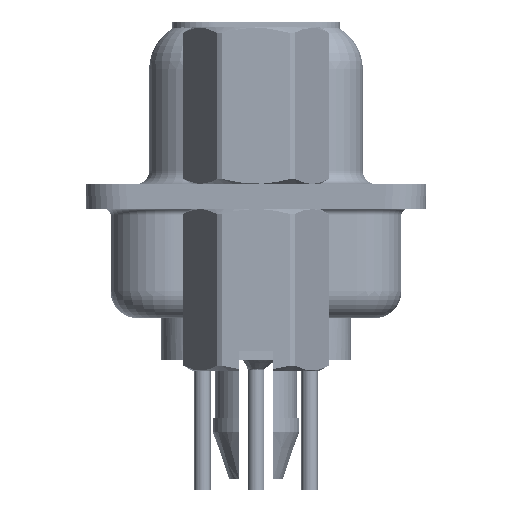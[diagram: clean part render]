
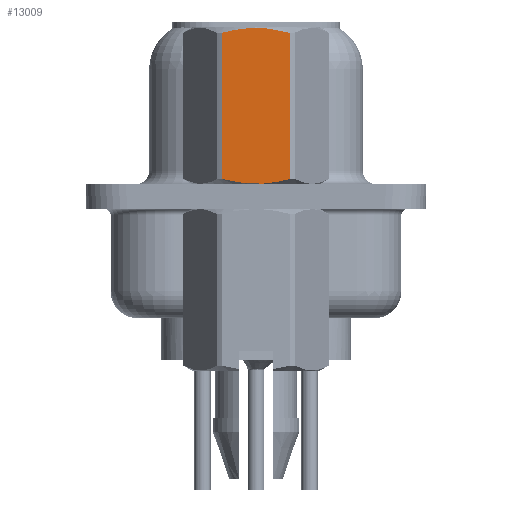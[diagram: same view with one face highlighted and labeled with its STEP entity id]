
A CAD part, left-side view. The second image highlights one B-rep face of the part: STEP entity #13009.
In plain terms, the highlighted planar face has unit normal (-1, 0, 0).
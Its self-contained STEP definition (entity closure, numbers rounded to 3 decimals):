
#1435 = CARTESIAN_POINT ( 'NONE',  ( -2.381, 0.428, 0.485 ) ) ;
#2343 = ORIENTED_EDGE ( 'NONE', *, *, #39387, .T. ) ;
#3088 = CARTESIAN_POINT ( 'NONE',  ( -2.381, 0.853, 6.151 ) ) ;
#3392 = ORIENTED_EDGE ( 'NONE', *, *, #10356, .T. ) ;
#3571 = CARTESIAN_POINT ( 'NONE',  ( -2.381, -1.273, 3.792 ) ) ;
#6268 = CARTESIAN_POINT ( 'NONE',  ( -2.381, -1.066, 6.104 ) ) ;
#8791 = ORIENTED_EDGE ( 'NONE', *, *, #30170, .T. ) ;
#9998 = EDGE_CURVE ( 'NONE', #33036, #30547, #40279, .T. ) ;
#10261 = CARTESIAN_POINT ( 'NONE',  ( -2.381, -0.432, 0.485 ) ) ;
#10356 = EDGE_CURVE ( 'NONE', #27758, #16239, #37515, .T. ) ;
#10587 = EDGE_LOOP ( 'NONE', ( #8791, #11316, #2343, #3392 ) ) ;
#10765 = FACE_OUTER_BOUND ( 'NONE', #10587, .T. ) ;
#11128 = CARTESIAN_POINT ( 'NONE',  ( -2.381, -0.432, 6.215 ) ) ;
#11215 = B_SPLINE_CURVE_WITH_KNOTS ( 'NONE', 3,
 ( #47009, #22056, #46739, #1435, #49984, #42159, #10261, #38410, #25834, #50778 ),
 .UNSPECIFIED., .F., .F.,
 ( 4, 2, 2, 2, 4 ),
 ( 0.003, 0.003, 0.004, 0.004, 0.005 ),
 .UNSPECIFIED. ) ;
#11316 = ORIENTED_EDGE ( 'NONE', *, *, #9998, .T. ) ;
#13009 = ADVANCED_FACE ( 'NONE', ( #10765 ), #51296, .T. ) ;
#14357 = B_SPLINE_CURVE_WITH_KNOTS ( 'NONE', 3,
 ( #30729, #6268, #47340, #11128, #51119, #47075, #51919, #3088, #26426, #51386 ),
 .UNSPECIFIED., .F., .F.,
 ( 4, 2, 2, 2, 4 ),
 ( 0.001, 0.002, 0.002, 0.003, 0.004 ),
 .UNSPECIFIED. ) ;
#16239 = VERTEX_POINT ( 'NONE', #18874 ) ;
#18874 = CARTESIAN_POINT ( 'NONE',  ( -2.381, 1.273, 0.652 ) ) ;
#21432 = DIRECTION ( 'NONE',  ( 0., 0., -1. ) ) ;
#21765 = CARTESIAN_POINT ( 'NONE',  ( -2.381, 1.273, 6.048 ) ) ;
#22056 = CARTESIAN_POINT ( 'NONE',  ( -2.381, 1.065, 0.596 ) ) ;
#25834 = CARTESIAN_POINT ( 'NONE',  ( -2.381, -1.066, 0.596 ) ) ;
#26426 = CARTESIAN_POINT ( 'NONE',  ( -2.381, 1.065, 6.104 ) ) ;
#27125 = DIRECTION ( 'NONE',  ( 0., -1., 0. ) ) ;
#27758 = VERTEX_POINT ( 'NONE', #21765 ) ;
#29269 = CARTESIAN_POINT ( 'NONE',  ( -2.381, -1.273, 6.048 ) ) ;
#30170 = EDGE_CURVE ( 'NONE', #16239, #33036, #11215, .T. ) ;
#30547 = VERTEX_POINT ( 'NONE', #29269 ) ;
#30729 = CARTESIAN_POINT ( 'NONE',  ( -2.381, -1.273, 6.048 ) ) ;
#33036 = VERTEX_POINT ( 'NONE', #40975 ) ;
#36272 = DIRECTION ( 'NONE',  ( 0., 0., 1. ) ) ;
#37515 = LINE ( 'NONE', #50147, #40884 ) ;
#38410 = CARTESIAN_POINT ( 'NONE',  ( -2.381, -0.858, 0.55 ) ) ;
#39387 = EDGE_CURVE ( 'NONE', #30547, #27758, #14357, .T. ) ;
#40279 = LINE ( 'NONE', #3571, #47737 ) ;
#40688 = DIRECTION ( 'NONE',  ( -1., 0., 0. ) ) ;
#40884 = VECTOR ( 'NONE', #21432, 1000. ) ;
#40975 = CARTESIAN_POINT ( 'NONE',  ( -2.381, -1.273, 0.652 ) ) ;
#42159 = CARTESIAN_POINT ( 'NONE',  ( -2.381, -0.215, 0.468 ) ) ;
#43531 = AXIS2_PLACEMENT_3D ( 'NONE', #52823, #40688, #27125 ) ;
#46739 = CARTESIAN_POINT ( 'NONE',  ( -2.381, 0.853, 0.549 ) ) ;
#47009 = CARTESIAN_POINT ( 'NONE',  ( -2.381, 1.273, 0.652 ) ) ;
#47075 = CARTESIAN_POINT ( 'NONE',  ( -2.381, 0.215, 6.232 ) ) ;
#47340 = CARTESIAN_POINT ( 'NONE',  ( -2.381, -0.858, 6.15 ) ) ;
#47737 = VECTOR ( 'NONE', #36272, 1000. ) ;
#49984 = CARTESIAN_POINT ( 'NONE',  ( -2.381, 0.215, 0.468 ) ) ;
#50147 = CARTESIAN_POINT ( 'NONE',  ( -2.381, 1.273, 3.792 ) ) ;
#50778 = CARTESIAN_POINT ( 'NONE',  ( -2.381, -1.273, 0.652 ) ) ;
#51119 = CARTESIAN_POINT ( 'NONE',  ( -2.381, -0.215, 6.232 ) ) ;
#51296 = PLANE ( 'NONE',  #43531 ) ;
#51386 = CARTESIAN_POINT ( 'NONE',  ( -2.381, 1.273, 6.048 ) ) ;
#51919 = CARTESIAN_POINT ( 'NONE',  ( -2.381, 0.428, 6.215 ) ) ;
#52823 = CARTESIAN_POINT ( 'NONE',  ( -2.381, 1.375, -3.75 ) ) ;
